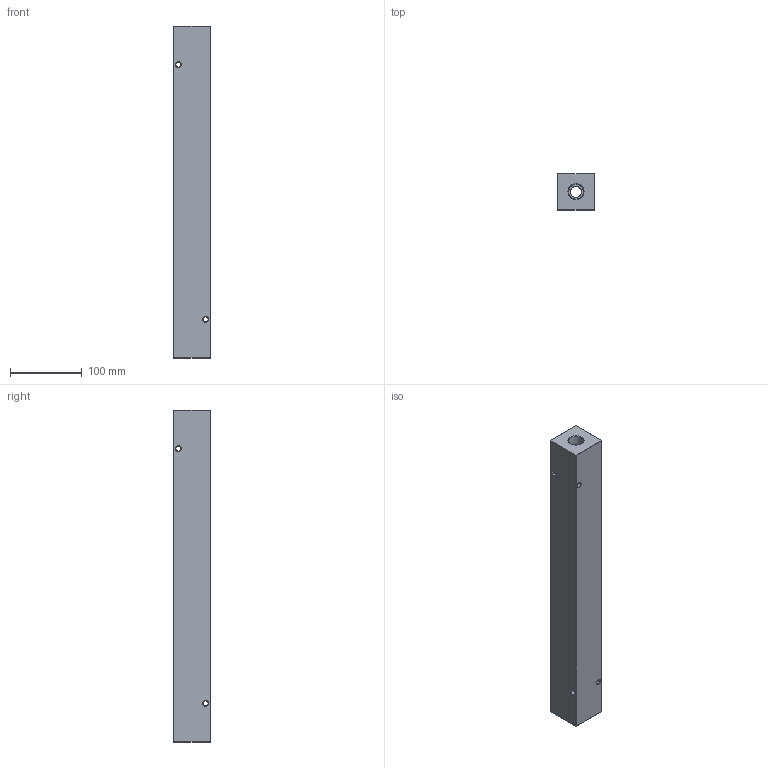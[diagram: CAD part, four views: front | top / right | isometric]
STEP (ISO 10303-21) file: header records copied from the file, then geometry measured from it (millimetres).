
FILE_DESCRIPTION (( 'STEP AP214' ), '1' );
FILE_NAME ('HM-9-0-P-8-8.STEP', '2020-02-28T19:42:28', ( '' ), ( '' ), 'SwSTEP 2.0', 'SolidWorks 2019', '' );
FILE_SCHEMA (( 'AUTOMOTIVE_DESIGN' ));
Length unit declared in the file: inch
Products named in the file (1): HM-9-0-P-8-8
Bounding box: 50.8 x 50.8 x 463.55 mm (x, y, z)
Volume: 1038293.2 mm3; surface area: 132472.2 mm2
Topology: 1 solids, 1 shells, 532 faces, 1389 edges, 904 vertices
Faces by surface type: plane 252, bspline 202, cone 42, cylinder 36
Entity records: 33597 total; most frequent: CARTESIAN_POINT 15184, ORIENTED_EDGE 2778, DIRECTION 1723, EDGE_CURVE 1389, VERTEX_POINT 904, VECTOR 805, LINE 805, EDGE_LOOP 609
